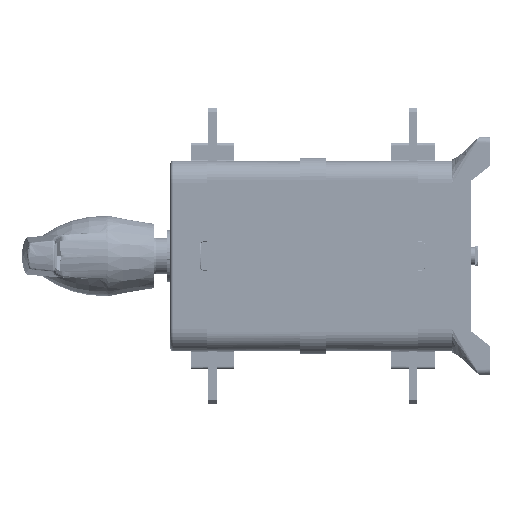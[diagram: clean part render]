
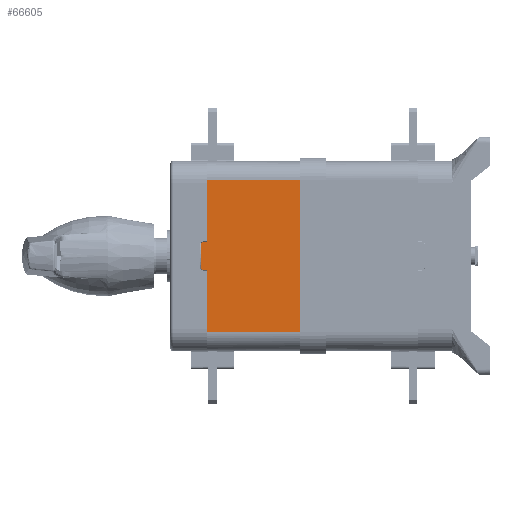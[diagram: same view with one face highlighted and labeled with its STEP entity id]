
A CAD part, left-side view. The second image highlights one B-rep face of the part: STEP entity #66605.
In plain terms, the highlighted planar face has unit normal (-1, 0, 0).
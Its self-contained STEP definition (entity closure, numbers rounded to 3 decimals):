
#2703 = CARTESIAN_POINT ( 'NONE',  ( -146.5, 68.5, -9.8 ) ) ;
#2844 = CARTESIAN_POINT ( 'NONE',  ( -146.5, 68.5, 52.35 ) ) ;
#3028 = EDGE_CURVE ( 'NONE', #113863, #86985, #54839, .T. ) ;
#4566 = DIRECTION ( 'NONE',  ( 0., -1., 0. ) ) ;
#9898 = ORIENTED_EDGE ( 'NONE', *, *, #10629, .F. ) ;
#10629 = EDGE_CURVE ( 'NONE', #33037, #64443, #57013, .T. ) ;
#10938 = VECTOR ( 'NONE', #90432, 1000. ) ;
#14191 = ORIENTED_EDGE ( 'NONE', *, *, #100757, .F. ) ;
#15019 = CARTESIAN_POINT ( 'NONE',  ( -146.5, 0., 52. ) ) ;
#18114 = AXIS2_PLACEMENT_3D ( 'NONE', #30662, #40741, #48286 ) ;
#19203 = DIRECTION ( 'NONE',  ( 0., 0., 1. ) ) ;
#24523 = CARTESIAN_POINT ( 'NONE',  ( -146.5, 73., 9.8 ) ) ;
#24951 = VECTOR ( 'NONE', #19203, 1000. ) ;
#27006 = VECTOR ( 'NONE', #55796, 1000. ) ;
#29262 = VECTOR ( 'NONE', #4566, 1000. ) ;
#29410 = LINE ( 'NONE', #87890, #120672 ) ;
#29504 = DIRECTION ( 'NONE',  ( 0., 0., 1. ) ) ;
#30662 = CARTESIAN_POINT ( 'NONE',  ( -146.5, 71., -7.8 ) ) ;
#30729 = DIRECTION ( 'NONE',  ( 0., 0., -1. ) ) ;
#32895 = LINE ( 'NONE', #71233, #29262 ) ;
#33037 = VERTEX_POINT ( 'NONE', #2844 ) ;
#37623 = ORIENTED_EDGE ( 'NONE', *, *, #116357, .T. ) ;
#38244 = CIRCLE ( 'NONE', #18114, 2. ) ;
#40741 = DIRECTION ( 'NONE',  ( -1., 0., 0. ) ) ;
#42398 = EDGE_LOOP ( 'NONE', ( #47250, #103303, #37623, #49353, #43566, #77346, #9898, #81810, #14191, #99564 ) ) ;
#43566 = ORIENTED_EDGE ( 'NONE', *, *, #109829, .T. ) ;
#45216 = LINE ( 'NONE', #15019, #120493 ) ;
#45760 = DIRECTION ( 'NONE',  ( 0., 1., 0. ) ) ;
#47250 = ORIENTED_EDGE ( 'NONE', *, *, #49976, .F. ) ;
#47761 = LINE ( 'NONE', #75445, #117943 ) ;
#48286 = DIRECTION ( 'NONE',  ( 0., 0., -1. ) ) ;
#49353 = ORIENTED_EDGE ( 'NONE', *, *, #105023, .F. ) ;
#49405 = LINE ( 'NONE', #59462, #24951 ) ;
#49976 = EDGE_CURVE ( 'NONE', #67877, #86985, #121389, .T. ) ;
#54839 = CIRCLE ( 'NONE', #76898, 2. ) ;
#55176 = CARTESIAN_POINT ( 'NONE',  ( -146.5, 68.5, 52. ) ) ;
#55796 = DIRECTION ( 'NONE',  ( 0., -1., -0.005 ) ) ;
#57013 = LINE ( 'NONE', #95334, #27006 ) ;
#59462 = CARTESIAN_POINT ( 'NONE',  ( -146.5, 68.5, 52. ) ) ;
#62377 = CARTESIAN_POINT ( 'NONE',  ( -146.5, 71., 9.8 ) ) ;
#62950 = VERTEX_POINT ( 'NONE', #89244 ) ;
#63988 = FACE_OUTER_BOUND ( 'NONE', #42398, .T. ) ;
#64443 = VERTEX_POINT ( 'NONE', #88503 ) ;
#66605 = ADVANCED_FACE ( 'NONE', ( #63988 ), #75279, .F. ) ;
#67877 = VERTEX_POINT ( 'NONE', #102208 ) ;
#68693 = CARTESIAN_POINT ( 'NONE',  ( -146.5, 0., -52. ) ) ;
#71081 = VERTEX_POINT ( 'NONE', #2703 ) ;
#71233 = CARTESIAN_POINT ( 'NONE',  ( -146.5, 73., -9.8 ) ) ;
#72472 = EDGE_CURVE ( 'NONE', #67877, #104336, #38244, .T. ) ;
#75279 = PLANE ( 'NONE',  #122920 ) ;
#75445 = CARTESIAN_POINT ( 'NONE',  ( -146.5, 68.5, 52. ) ) ;
#76898 = AXIS2_PLACEMENT_3D ( 'NONE', #118709, #116867, #30729 ) ;
#77346 = ORIENTED_EDGE ( 'NONE', *, *, #107747, .T. ) ;
#78639 = CARTESIAN_POINT ( 'NONE',  ( -146.5, 68.5, 9.8 ) ) ;
#81810 = ORIENTED_EDGE ( 'NONE', *, *, #113514, .F. ) ;
#83561 = DIRECTION ( 'NONE',  ( 0., 0., 1. ) ) ;
#86985 = VERTEX_POINT ( 'NONE', #114593 ) ;
#87890 = CARTESIAN_POINT ( 'NONE',  ( -146.5, 68.566, -52.35 ) ) ;
#88503 = CARTESIAN_POINT ( 'NONE',  ( -146.5, 0., 52. ) ) ;
#89244 = CARTESIAN_POINT ( 'NONE',  ( -146.5, 68.5, -52.35 ) ) ;
#90432 = DIRECTION ( 'NONE',  ( 0., -1., 0. ) ) ;
#91682 = VERTEX_POINT ( 'NONE', #68693 ) ;
#95334 = CARTESIAN_POINT ( 'NONE',  ( -146.5, 68.566, 52.35 ) ) ;
#99564 = ORIENTED_EDGE ( 'NONE', *, *, #3028, .T. ) ;
#100757 = EDGE_CURVE ( 'NONE', #113863, #119726, #108695, .T. ) ;
#102208 = CARTESIAN_POINT ( 'NONE',  ( -146.5, 73., -7.8 ) ) ;
#103139 = DIRECTION ( 'NONE',  ( 0., 0., 1. ) ) ;
#103303 = ORIENTED_EDGE ( 'NONE', *, *, #72472, .T. ) ;
#104336 = VERTEX_POINT ( 'NONE', #123072 ) ;
#105023 = EDGE_CURVE ( 'NONE', #62950, #71081, #47761, .T. ) ;
#106733 = DIRECTION ( 'NONE',  ( 0., -1., 0.005 ) ) ;
#106960 = VECTOR ( 'NONE', #103139, 1000. ) ;
#107747 = EDGE_CURVE ( 'NONE', #91682, #64443, #45216, .T. ) ;
#108695 = LINE ( 'NONE', #109942, #10938 ) ;
#109829 = EDGE_CURVE ( 'NONE', #62950, #91682, #29410, .T. ) ;
#109942 = CARTESIAN_POINT ( 'NONE',  ( -146.5, 73., 9.8 ) ) ;
#111773 = DIRECTION ( 'NONE',  ( 1., 0., 0. ) ) ;
#113514 = EDGE_CURVE ( 'NONE', #119726, #33037, #49405, .T. ) ;
#113863 = VERTEX_POINT ( 'NONE', #62377 ) ;
#114593 = CARTESIAN_POINT ( 'NONE',  ( -146.5, 73., 7.8 ) ) ;
#116357 = EDGE_CURVE ( 'NONE', #104336, #71081, #32895, .T. ) ;
#116867 = DIRECTION ( 'NONE',  ( -1., 0., 0. ) ) ;
#117943 = VECTOR ( 'NONE', #29504, 1000. ) ;
#118709 = CARTESIAN_POINT ( 'NONE',  ( -146.5, 71., 7.8 ) ) ;
#119726 = VERTEX_POINT ( 'NONE', #78639 ) ;
#120493 = VECTOR ( 'NONE', #83561, 1000. ) ;
#120672 = VECTOR ( 'NONE', #106733, 1000. ) ;
#121389 = LINE ( 'NONE', #24523, #106960 ) ;
#122920 = AXIS2_PLACEMENT_3D ( 'NONE', #55176, #111773, #45760 ) ;
#123072 = CARTESIAN_POINT ( 'NONE',  ( -146.5, 71., -9.8 ) ) ;
